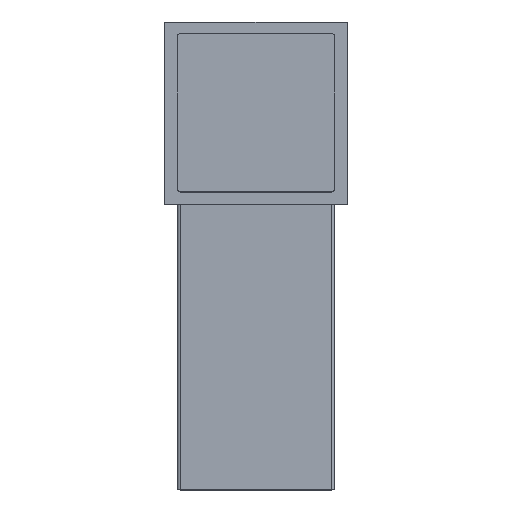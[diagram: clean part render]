
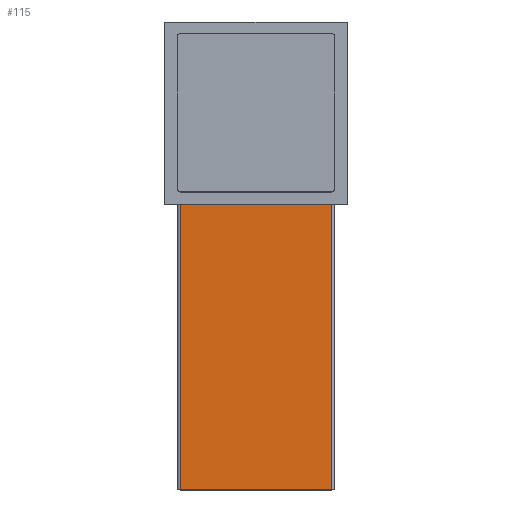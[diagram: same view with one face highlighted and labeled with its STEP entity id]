
A CAD part, top view. The second image highlights one B-rep face of the part: STEP entity #115.
In plain terms, the highlighted planar face has unit normal (0, 0, 1).
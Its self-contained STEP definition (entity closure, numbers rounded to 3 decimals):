
#115 = ADVANCED_FACE( '', ( #244 ), #245, .T. );
#244 = FACE_OUTER_BOUND( '', #385, .T. );
#245 = PLANE( '', #386 );
#385 = EDGE_LOOP( '', ( #658, #659, #660, #661 ) );
#386 = AXIS2_PLACEMENT_3D( '', #662, #663, #664 );
#658 = ORIENTED_EDGE( '', *, *, #942, .F. );
#659 = ORIENTED_EDGE( '', *, *, #943, .F. );
#660 = ORIENTED_EDGE( '', *, *, #944, .T. );
#661 = ORIENTED_EDGE( '', *, *, #931, .T. );
#662 = CARTESIAN_POINT( '', ( -12.5, -62., 13. ) );
#663 = DIRECTION( '', ( 0., 0., 1. ) );
#664 = DIRECTION( '', ( 1., 0., 0. ) );
#931 = EDGE_CURVE( '', #1141, #1138, #1142, .T. );
#942 = EDGE_CURVE( '', #1157, #1138, #1158, .T. );
#943 = EDGE_CURVE( '', #1159, #1157, #1160, .T. );
#944 = EDGE_CURVE( '', #1159, #1141, #1161, .T. );
#1138 = VERTEX_POINT( '', #1420 );
#1141 = VERTEX_POINT( '', #1423 );
#1142 = LINE( '', #1424, #1425 );
#1157 = VERTEX_POINT( '', #1446 );
#1158 = LINE( '', #1447, #1448 );
#1159 = VERTEX_POINT( '', #1449 );
#1160 = LINE( '', #1450, #1451 );
#1161 = LINE( '', #1452, #1453 );
#1420 = CARTESIAN_POINT( '', ( 12.5, -15., 13. ) );
#1423 = CARTESIAN_POINT( '', ( 12.5, -62., 13. ) );
#1424 = CARTESIAN_POINT( '', ( 12.5, -62., 13. ) );
#1425 = VECTOR( '', #1624, 1000. );
#1446 = CARTESIAN_POINT( '', ( -12.5, -15., 13. ) );
#1447 = CARTESIAN_POINT( '', ( -15., -15., 13. ) );
#1448 = VECTOR( '', #1634, 1000. );
#1449 = CARTESIAN_POINT( '', ( -12.5, -62., 13. ) );
#1450 = CARTESIAN_POINT( '', ( -12.5, -62., 13. ) );
#1451 = VECTOR( '', #1635, 1000. );
#1452 = CARTESIAN_POINT( '', ( -12.5, -62., 13. ) );
#1453 = VECTOR( '', #1636, 1000. );
#1624 = DIRECTION( '', ( 0., 1., 0. ) );
#1634 = DIRECTION( '', ( 1., 0., 0. ) );
#1635 = DIRECTION( '', ( 0., 1., 0. ) );
#1636 = DIRECTION( '', ( 1., 0., 0. ) );
